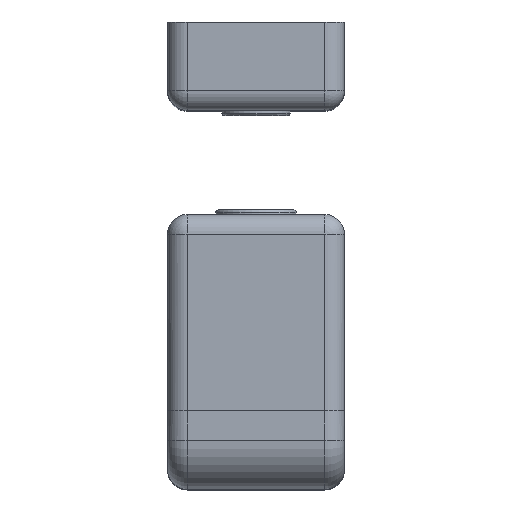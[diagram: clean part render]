
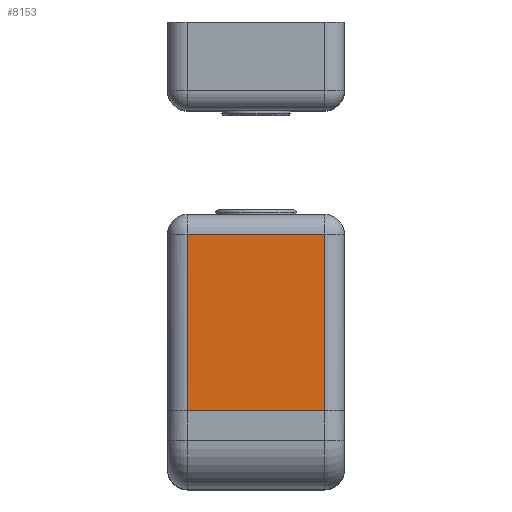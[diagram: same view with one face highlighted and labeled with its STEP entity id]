
A CAD part, top view. The second image highlights one B-rep face of the part: STEP entity #8153.
In plain terms, the highlighted planar face has unit normal (0, 0, 1).
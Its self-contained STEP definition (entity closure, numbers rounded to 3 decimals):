
#214=PLANE('',#9116);
#714=LINE('',#14151,#1314);
#715=LINE('',#14153,#1315);
#716=LINE('',#14155,#1316);
#717=LINE('',#14156,#1317);
#1314=VECTOR('',#11238,1000.);
#1315=VECTOR('',#11239,1000.);
#1316=VECTOR('',#11240,1000.);
#1317=VECTOR('',#11241,1000.);
#2099=FACE_OUTER_BOUND('',#2661,.T.);
#2661=EDGE_LOOP('',(#6739,#6740,#6741,#6742));
#3972=VERTEX_POINT('',#14149);
#3973=VERTEX_POINT('',#14150);
#3974=VERTEX_POINT('',#14152);
#3975=VERTEX_POINT('',#14154);
#4957=EDGE_CURVE('',#3972,#3973,#714,.T.);
#4958=EDGE_CURVE('',#3972,#3974,#715,.T.);
#4959=EDGE_CURVE('',#3975,#3974,#716,.T.);
#4960=EDGE_CURVE('',#3975,#3973,#717,.T.);
#6739=ORIENTED_EDGE('',*,*,#4957,.F.);
#6740=ORIENTED_EDGE('',*,*,#4958,.T.);
#6741=ORIENTED_EDGE('',*,*,#4959,.F.);
#6742=ORIENTED_EDGE('',*,*,#4960,.T.);
#8153=ADVANCED_FACE('',(#2099),#214,.F.);
#9116=AXIS2_PLACEMENT_3D('',#14148,#11236,#11237);
#11236=DIRECTION('center_axis',(0.,0.,
-1.));
#11237=DIRECTION('ref_axis',(0.,-1.,0.));
#11238=DIRECTION('',(-1.,0.,0.));
#11239=DIRECTION('',(0.,1.,0.));
#11240=DIRECTION('',(1.,0.,0.));
#11241=DIRECTION('',(0.,-1.,0.));
#14148=CARTESIAN_POINT('Origin',(9.,11.375,48.992));
#14149=CARTESIAN_POINT('',(7.,-10.625,48.992));
#14150=CARTESIAN_POINT('',(-7.,-10.625,48.992));
#14151=CARTESIAN_POINT('',(9.,-10.625,48.992));
#14152=CARTESIAN_POINT('',(7.,7.375,48.992));
#14153=CARTESIAN_POINT('',(7.,11.375,48.992));
#14154=CARTESIAN_POINT('',(-7.,7.375,48.992));
#14155=CARTESIAN_POINT('',(9.,7.375,48.992));
#14156=CARTESIAN_POINT('',(-7.,11.375,48.992));
